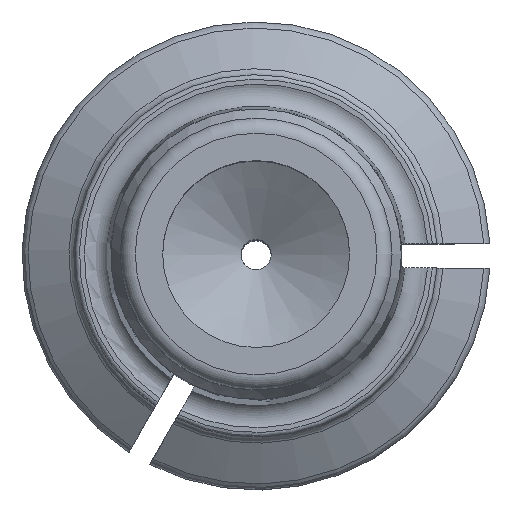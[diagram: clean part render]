
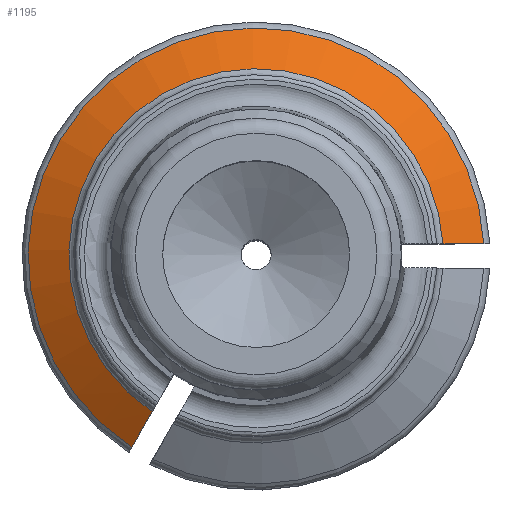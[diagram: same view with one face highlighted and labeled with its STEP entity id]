
A CAD part, top view. The second image highlights one B-rep face of the part: STEP entity #1195.
In plain terms, the highlighted conical face has half-angle 60 degrees and reference radius 6 mm.
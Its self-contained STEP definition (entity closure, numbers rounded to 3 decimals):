
#139=B_SPLINE_CURVE_WITH_KNOTS('',3,(#1752,#1753,#1754,#1755),
 .UNSPECIFIED.,.F.,.F.,(4,4),(0.016,0.018),
 .UNSPECIFIED.);
#140=B_SPLINE_CURVE_WITH_KNOTS('',3,(#1760,#1761,#1762,#1763),
 .UNSPECIFIED.,.F.,.F.,(4,4),(0.013,0.015),
 .UNSPECIFIED.);
#245=ORIENTED_EDGE('',*,*,#489,.F.);
#246=ORIENTED_EDGE('',*,*,#490,.T.);
#247=ORIENTED_EDGE('',*,*,#491,.T.);
#248=ORIENTED_EDGE('',*,*,#492,.T.);
#489=EDGE_CURVE('',#603,#604,#139,.T.);
#490=EDGE_CURVE('',#603,#605,#671,.T.);
#491=EDGE_CURVE('',#605,#606,#140,.T.);
#492=EDGE_CURVE('',#606,#604,#672,.T.);
#603=VERTEX_POINT('',#1756);
#604=VERTEX_POINT('',#1757);
#605=VERTEX_POINT('',#1759);
#606=VERTEX_POINT('',#1764);
#671=CIRCLE('',#1272,6.2);
#672=CIRCLE('',#1273,7.55);
#716=EDGE_LOOP('',(#245,#246,#247,#248));
#778=FACE_BOUND('',#716,.T.);
#825=CONICAL_SURFACE('',#1271,6.,1.047);
#1195=ADVANCED_FACE('',(#778),#825,.T.);
#1271=AXIS2_PLACEMENT_3D('',#1751,#1425,#1426);
#1272=AXIS2_PLACEMENT_3D('',#1758,#1427,#1428);
#1273=AXIS2_PLACEMENT_3D('',#1765,#1429,#1430);
#1425=DIRECTION('',(0.,0.,-1.));
#1426=DIRECTION('',(-1.,0.,0.));
#1427=DIRECTION('',(0.,0.,-1.));
#1428=DIRECTION('',(-1.,0.,0.));
#1429=DIRECTION('',(0.,0.,1.));
#1430=DIRECTION('',(1.,0.,0.));
#1751=CARTESIAN_POINT('',(0.,0.,2.7));
#1752=CARTESIAN_POINT('',(-3.44,-5.158,2.585));
#1753=CARTESIAN_POINT('',(-3.665,-5.549,2.325));
#1754=CARTESIAN_POINT('',(-3.891,-5.939,2.065));
#1755=CARTESIAN_POINT('',(-4.116,-6.329,1.805));
#1756=CARTESIAN_POINT('',(-3.44,-5.158,2.585));
#1757=CARTESIAN_POINT('',(-4.116,-6.329,1.805));
#1758=CARTESIAN_POINT('',(0.,0.,2.585));
#1759=CARTESIAN_POINT('',(6.187,0.4,2.585));
#1760=CARTESIAN_POINT('',(6.187,0.4,2.585));
#1761=CARTESIAN_POINT('',(6.638,0.4,2.325));
#1762=CARTESIAN_POINT('',(7.089,0.4,2.065));
#1763=CARTESIAN_POINT('',(7.539,0.4,1.805));
#1764=CARTESIAN_POINT('',(7.539,0.4,1.805));
#1765=CARTESIAN_POINT('',(0.,0.,1.805));
